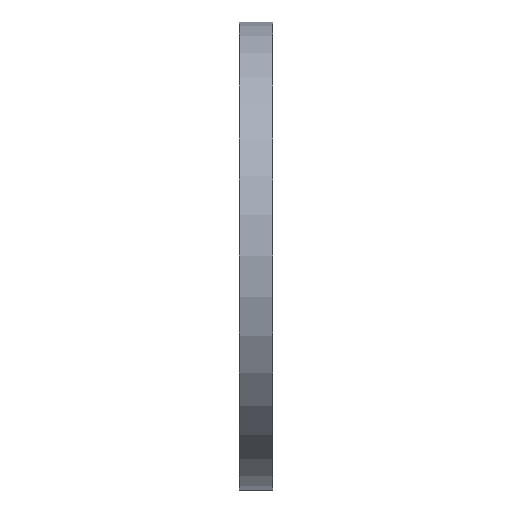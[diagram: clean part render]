
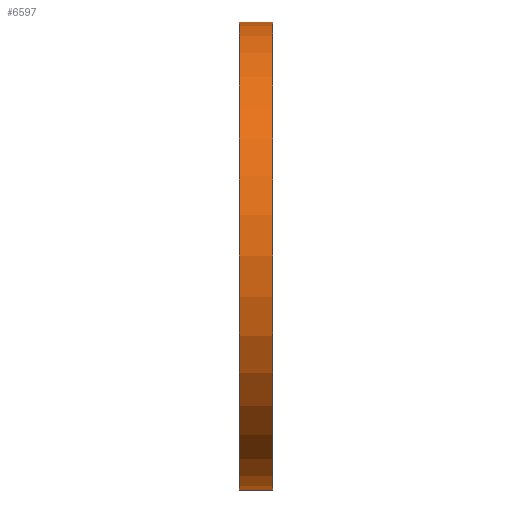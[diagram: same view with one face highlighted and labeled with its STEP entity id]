
A CAD part, left-side view. The second image highlights one B-rep face of the part: STEP entity #6597.
In plain terms, the highlighted cylindrical face has radius 70 mm (diameter 140 mm), a partial arc.
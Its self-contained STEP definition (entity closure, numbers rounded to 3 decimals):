
#383 = ORIENTED_EDGE ( 'NONE', *, *, #3003, .F. ) ;
#740 = DIRECTION ( 'NONE',  ( 0., 0., 1. ) ) ;
#792 = CIRCLE ( 'NONE', #8177, 70. ) ;
#1224 = CARTESIAN_POINT ( 'NONE',  ( 0., 10., 70. ) ) ;
#1377 = ORIENTED_EDGE ( 'NONE', *, *, #9923, .T. ) ;
#2164 = ORIENTED_EDGE ( 'NONE', *, *, #3513, .T. ) ;
#2554 = AXIS2_PLACEMENT_3D ( 'NONE', #5542, #6570, #13119 ) ;
#2591 = LINE ( 'NONE', #4020, #6666 ) ;
#3003 = EDGE_CURVE ( 'NONE', #6961, #4862, #5678, .T. ) ;
#3290 = CARTESIAN_POINT ( 'NONE',  ( 0., 0., -70. ) ) ;
#3398 = DIRECTION ( 'NONE',  ( 0., -1., 0. ) ) ;
#3513 = EDGE_CURVE ( 'NONE', #8336, #9074, #2591, .T. ) ;
#3880 = CARTESIAN_POINT ( 'NONE',  ( 0., 10., 0. ) ) ;
#4020 = CARTESIAN_POINT ( 'NONE',  ( 0., 10., -70. ) ) ;
#4503 = CARTESIAN_POINT ( 'NONE',  ( 0., 10., 70. ) ) ;
#4862 = VERTEX_POINT ( 'NONE', #5921 ) ;
#5542 = CARTESIAN_POINT ( 'NONE',  ( 0., 10., 0. ) ) ;
#5678 = LINE ( 'NONE', #4503, #10258 ) ;
#5921 = CARTESIAN_POINT ( 'NONE',  ( 0., 0., 70. ) ) ;
#5930 = EDGE_CURVE ( 'NONE', #8336, #6961, #10398, .T. ) ;
#6570 = DIRECTION ( 'NONE',  ( 0., 1., 0. ) ) ;
#6597 = ADVANCED_FACE ( 'NONE', ( #11404 ), #9191, .T. ) ;
#6666 = VECTOR ( 'NONE', #9392, 1000. ) ;
#6961 = VERTEX_POINT ( 'NONE', #1224 ) ;
#7249 = DIRECTION ( 'NONE',  ( 0., 0., -1. ) ) ;
#7758 = ORIENTED_EDGE ( 'NONE', *, *, #5930, .F. ) ;
#8177 = AXIS2_PLACEMENT_3D ( 'NONE', #10602, #9565, #740 ) ;
#8336 = VERTEX_POINT ( 'NONE', #9151 ) ;
#8857 = EDGE_LOOP ( 'NONE', ( #383, #7758, #2164, #1377 ) ) ;
#9074 = VERTEX_POINT ( 'NONE', #3290 ) ;
#9151 = CARTESIAN_POINT ( 'NONE',  ( 0., 10., -70. ) ) ;
#9191 = CYLINDRICAL_SURFACE ( 'NONE', #11378, 70. ) ;
#9392 = DIRECTION ( 'NONE',  ( 0., -1., 0. ) ) ;
#9565 = DIRECTION ( 'NONE',  ( 0., 1., 0. ) ) ;
#9923 = EDGE_CURVE ( 'NONE', #9074, #4862, #792, .T. ) ;
#10258 = VECTOR ( 'NONE', #3398, 1000. ) ;
#10398 = CIRCLE ( 'NONE', #2554, 70. ) ;
#10494 = DIRECTION ( 'NONE',  ( 0., -1., 0. ) ) ;
#10602 = CARTESIAN_POINT ( 'NONE',  ( 0., 0., 0. ) ) ;
#11378 = AXIS2_PLACEMENT_3D ( 'NONE', #3880, #10494, #7249 ) ;
#11404 = FACE_OUTER_BOUND ( 'NONE', #8857, .T. ) ;
#13119 = DIRECTION ( 'NONE',  ( 0., 0., 1. ) ) ;
